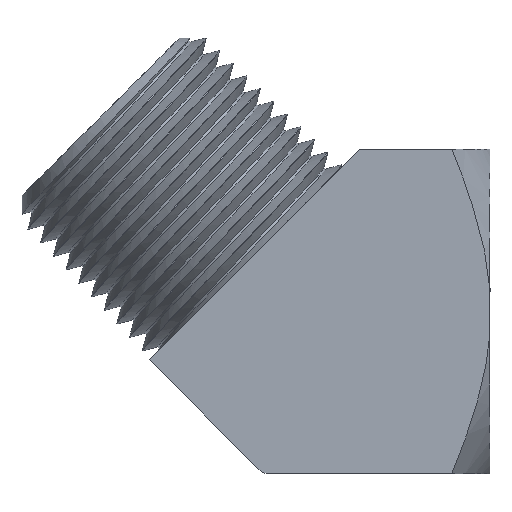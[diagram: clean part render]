
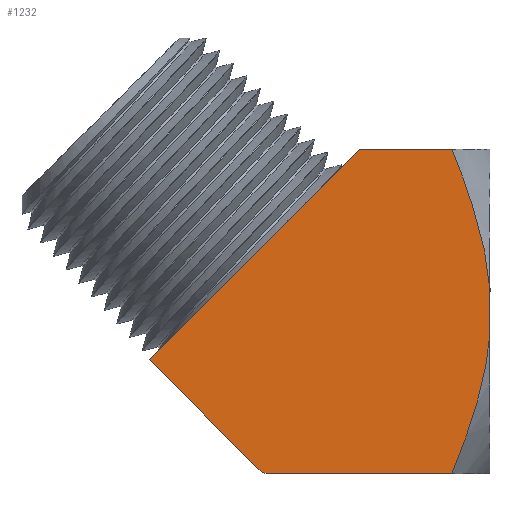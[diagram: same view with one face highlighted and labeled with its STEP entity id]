
A CAD part, front view. The second image highlights one B-rep face of the part: STEP entity #1232.
In plain terms, the highlighted face is planar.
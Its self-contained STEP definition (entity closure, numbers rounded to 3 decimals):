
#184=(
BOUNDED_CURVE()
B_SPLINE_CURVE(2,(#6350,#6351,#6352,#6353),.UNSPECIFIED.,.F.,.F.)
B_SPLINE_CURVE_WITH_KNOTS((3,1,3),(109.299,165.205,185.649),
 .UNSPECIFIED.)
CURVE()
GEOMETRIC_REPRESENTATION_ITEM()
RATIONAL_B_SPLINE_CURVE((5.094,5.749,6.097,
6.137))
REPRESENTATION_ITEM('')
);
#185=(
BOUNDED_CURVE()
B_SPLINE_CURVE(2,(#6355,#6356,#6357),.UNSPECIFIED.,.F.,.F.)
B_SPLINE_CURVE_WITH_KNOTS((3,3),(215.872,292.221),
 .UNSPECIFIED.)
CURVE()
GEOMETRIC_REPRESENTATION_ITEM()
RATIONAL_B_SPLINE_CURVE((6.137,5.989,5.094))
REPRESENTATION_ITEM('')
);
#192=PLANE('',#1322);
#244=FACE_OUTER_BOUND('',#315,.T.);
#315=EDGE_LOOP('',(#1009,#1010,#1011,#1012,#1013,#1014,#1015,#1016));
#342=LINE('',#1604,#402);
#347=LINE('',#1628,#407);
#395=LINE('',#5763,#455);
#397=LINE('',#6358,#457);
#398=LINE('',#6359,#458);
#402=VECTOR('',#1359,1000.);
#407=VECTOR('',#1372,1.);
#455=VECTOR('',#1532,1000.);
#457=VECTOR('',#1538,1000.);
#458=VECTOR('',#1539,1000.);
#460=CIRCLE('',#1259,1.5);
#483=VERTEX_POINT('',#1588);
#484=VERTEX_POINT('',#1590);
#487=VERTEX_POINT('',#1600);
#494=VERTEX_POINT('',#1625);
#495=VERTEX_POINT('',#1627);
#597=VERTEX_POINT('',#5760);
#598=VERTEX_POINT('',#5762);
#603=VERTEX_POINT('',#6354);
#609=EDGE_CURVE('',#483,#484,#460,.T.);
#614=EDGE_CURVE('',#483,#487,#342,.T.);
#623=EDGE_CURVE('',#494,#495,#347,.T.);
#768=EDGE_CURVE('',#598,#597,#395,.T.);
#774=EDGE_CURVE('',#487,#495,#184,.T.);
#775=EDGE_CURVE('',#494,#603,#185,.T.);
#776=EDGE_CURVE('',#598,#603,#397,.T.);
#777=EDGE_CURVE('',#597,#484,#398,.T.);
#1009=ORIENTED_EDGE('',*,*,#609,.F.);
#1010=ORIENTED_EDGE('',*,*,#614,.T.);
#1011=ORIENTED_EDGE('',*,*,#774,.T.);
#1012=ORIENTED_EDGE('',*,*,#623,.F.);
#1013=ORIENTED_EDGE('',*,*,#775,.T.);
#1014=ORIENTED_EDGE('',*,*,#776,.F.);
#1015=ORIENTED_EDGE('',*,*,#768,.T.);
#1016=ORIENTED_EDGE('',*,*,#777,.T.);
#1232=ADVANCED_FACE('',(#244),#192,.T.);
#1259=AXIS2_PLACEMENT_3D('',#1591,#1353,#1354);
#1322=AXIS2_PLACEMENT_3D('',#6349,#1536,#1537);
#1353=DIRECTION('center_axis',(1.,0.,0.));
#1354=DIRECTION('ref_axis',(0.,-0.924,-0.383));
#1359=DIRECTION('',(0.,0.,1.));
#1372=DIRECTION('',(0.,-1.,0.));
#1532=DIRECTION('',(0.,-0.707,-0.707));
#1536=DIRECTION('center_axis',(-1.,0.,0.));
#1537=DIRECTION('ref_axis',(0.,0.707,0.707));
#1538=DIRECTION('',(0.,0.,1.));
#1539=DIRECTION('',(0.,-0.707,0.707));
#1588=CARTESIAN_POINT('',(-15.725,-15.875,-21.556));
#1590=CARTESIAN_POINT('',(-15.725,-15.436,-22.616));
#1591=CARTESIAN_POINT('Origin',(-15.725,-14.375,-21.556));
#1600=CARTESIAN_POINT('',(-15.725,-15.875,-3.735));
#1604=CARTESIAN_POINT('',(-15.725,-15.875,-57.126));
#1625=CARTESIAN_POINT('',(-15.725,2.177,0.));
#1627=CARTESIAN_POINT('',(-15.725,-2.177,0.));
#1628=CARTESIAN_POINT('',(-15.725,0.,0.));
#5760=CARTESIAN_POINT('',(-15.725,-4.715,-33.338));
#5762=CARTESIAN_POINT('',(-15.725,15.875,-12.748));
#5763=CARTESIAN_POINT('',(-15.725,4.786,-23.836));
#6349=CARTESIAN_POINT('Origin',(-15.725,15.875,-57.126));
#6350=CARTESIAN_POINT('Ctrl Pts',(-15.725,-15.875,-3.735));
#6351=CARTESIAN_POINT('Ctrl Pts',(-15.725,-9.767,-1.23));
#6352=CARTESIAN_POINT('Ctrl Pts',(-15.725,-3.674,-0.118));
#6353=CARTESIAN_POINT('Ctrl Pts',(-15.725,-2.177,0.));
#6354=CARTESIAN_POINT('',(-15.725,15.875,-3.735));
#6355=CARTESIAN_POINT('Ctrl Pts',(-15.725,2.177,0.));
#6356=CARTESIAN_POINT('Ctrl Pts',(-15.725,7.867,-0.45));
#6357=CARTESIAN_POINT('Ctrl Pts',(-15.725,15.875,-3.735));
#6358=CARTESIAN_POINT('',(-15.725,15.875,-57.126));
#6359=CARTESIAN_POINT('',(-15.725,-4.715,-33.338));
